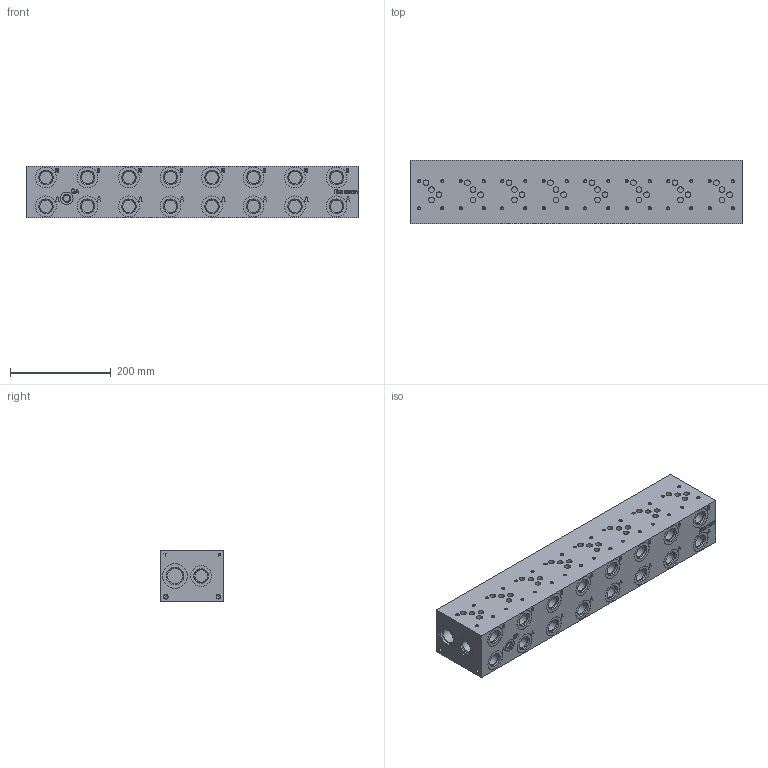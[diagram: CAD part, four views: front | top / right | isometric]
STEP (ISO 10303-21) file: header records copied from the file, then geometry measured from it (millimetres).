
FILE_DESCRIPTION( ( 'STEP AP214' ), ' ' );
FILE_NAME( 'AD05HP083S.stp', '2018-05-10T02:50:03', ( '' ), ( '' ), ' ', 'PARTsolutions', ' ' );
FILE_SCHEMA( ( 'AUTOMOTIVE_DESIGN { 1 0 10303 214 1 1 1 1 }' ) );
Length unit declared in the file: inch
Products named in the file (1): _AD05HP083S
Bounding box: 660.4 x 127 x 101.6 mm (x, y, z)
Volume: 8198026.2 mm3; surface area: 390974.5 mm2
Topology: 1 solids, 1 shells, 716 faces, 1637 edges, 1054 vertices
Faces by surface type: plane 415, cylinder 187, cone 114
Full cylindrical faces by diameter (mm): 4.976 x32, 7.805 x4, 11.201 x32, 12.761 x1, 24.696 x18, 25.019 x1, 31.046 x2, 41.453 x18, 48.971 x2
Entity records: 24443 total; most frequent: DIRECTION 3261, CARTESIAN_POINT 3144, ORIENTED_EDGE 2750, EDGE_CURVE 1375, AXIS2_PLACEMENT_3D 1169, EDGE_LOOP 1071, VERTEX_POINT 1052, LINE 923
